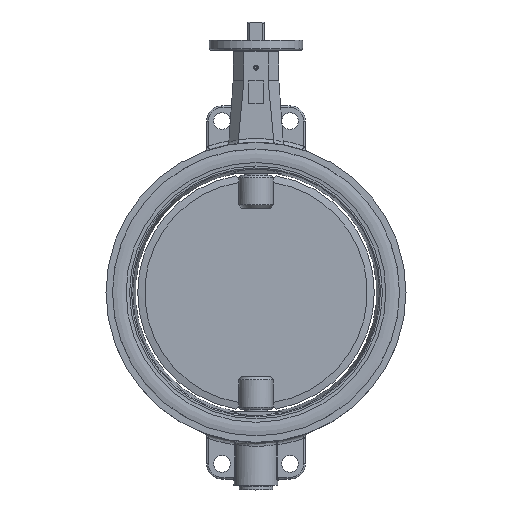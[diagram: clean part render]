
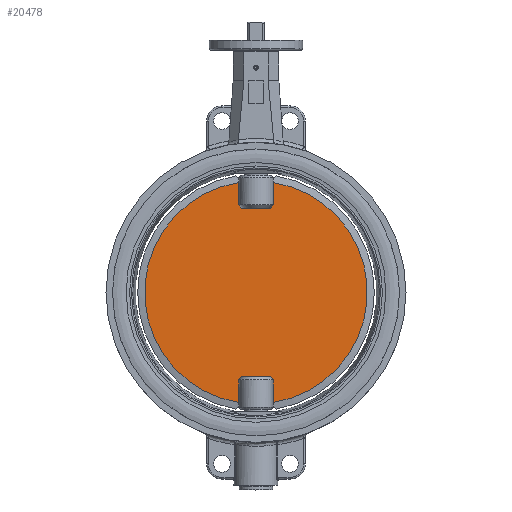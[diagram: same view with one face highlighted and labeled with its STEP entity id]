
A CAD part, top view. The second image highlights one B-rep face of the part: STEP entity #20478.
In plain terms, the highlighted face is planar.
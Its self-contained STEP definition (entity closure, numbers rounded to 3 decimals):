
#18968=CARTESIAN_POINT('',(22.75,-144.723,-5.));
#18969=VERTEX_POINT('',#18968);
#18983=CARTESIAN_POINT('',(22.75,144.723,-5.));
#18984=VERTEX_POINT('',#18983);
#18985=CARTESIAN_POINT('',(0.0,0.0,-5.0));
#18986=DIRECTION('',(0.0,0.0,-1.0));
#18987=DIRECTION('',(-1.0,0.0,0.0));
#18988=AXIS2_PLACEMENT_3D('',#18985,#18986,#18987);
#18989=CIRCLE('',#18988,146.5);
#18990=EDGE_CURVE('',#18984,#18969,#18989,.T.);
#19075=CARTESIAN_POINT('',(-22.75,144.723,-5.));
#19076=VERTEX_POINT('',#19075);
#19090=CARTESIAN_POINT('',(-22.75,-144.723,-5.));
#19091=VERTEX_POINT('',#19090);
#19092=CARTESIAN_POINT('',(0.0,0.0,-5.0));
#19093=DIRECTION('',(0.0,0.0,-1.0));
#19094=DIRECTION('',(-1.0,0.0,0.0));
#19095=AXIS2_PLACEMENT_3D('',#19092,#19093,#19094);
#19096=CIRCLE('',#19095,146.5);
#19097=EDGE_CURVE('',#19091,#19076,#19096,.T.);
#19186=CARTESIAN_POINT('',(17.812,111.15,-5.0));
#19187=VERTEX_POINT('',#19186);
#19188=CARTESIAN_POINT('',(-17.812,111.15,-5.0));
#19189=VERTEX_POINT('',#19188);
#19190=CARTESIAN_POINT('',(17.812,111.15,-5.0));
#19191=DIRECTION('',(-1.0,0.0,0.0));
#19192=VECTOR('',#19191,35.623);
#19193=LINE('',#19190,#19192);
#19194=EDGE_CURVE('',#19187,#19189,#19193,.T.);
#19341=CARTESIAN_POINT('',(18.75,111.15,-5.0));
#19342=VERTEX_POINT('',#19341);
#19349=CARTESIAN_POINT('',(18.75,111.15,-5.0));
#19350=DIRECTION('',(-1.0,0.0,0.0));
#19351=VECTOR('',#19350,0.938);
#19352=LINE('',#19349,#19351);
#19353=EDGE_CURVE('',#19342,#19187,#19352,.T.);
#19364=CARTESIAN_POINT('',(-18.75,111.15,-5.0));
#19365=VERTEX_POINT('',#19364);
#19366=CARTESIAN_POINT('',(-17.812,111.15,-5.0));
#19367=DIRECTION('',(-1.0,0.0,0.0));
#19368=VECTOR('',#19367,0.938);
#19369=LINE('',#19366,#19368);
#19370=EDGE_CURVE('',#19189,#19365,#19369,.T.);
#19419=CARTESIAN_POINT('',(-17.812,-111.15,-5.0));
#19420=VERTEX_POINT('',#19419);
#19421=CARTESIAN_POINT('',(17.812,-111.15,-5.0));
#19422=VERTEX_POINT('',#19421);
#19423=CARTESIAN_POINT('',(-17.812,-111.15,-5.0));
#19424=DIRECTION('',(1.0,0.0,0.0));
#19425=VECTOR('',#19424,35.623);
#19426=LINE('',#19423,#19425);
#19427=EDGE_CURVE('',#19420,#19422,#19426,.T.);
#20095=CARTESIAN_POINT('',(18.75,-111.15,-5.0));
#20096=VERTEX_POINT('',#20095);
#20097=CARTESIAN_POINT('',(17.812,-111.15,-5.0));
#20098=DIRECTION('',(1.0,0.0,0.0));
#20099=VECTOR('',#20098,0.938);
#20100=LINE('',#20097,#20099);
#20101=EDGE_CURVE('',#19422,#20096,#20100,.T.);
#20134=CARTESIAN_POINT('',(-18.75,-111.15,-5.0));
#20135=VERTEX_POINT('',#20134);
#20142=CARTESIAN_POINT('',(-18.75,-111.15,-5.0));
#20143=DIRECTION('',(1.0,0.0,0.0));
#20144=VECTOR('',#20143,0.938);
#20145=LINE('',#20142,#20144);
#20146=EDGE_CURVE('',#20135,#19420,#20145,.T.);
#20281=CARTESIAN_POINT('',(-22.75,-115.15,-5.0));
#20282=VERTEX_POINT('',#20281);
#20283=CARTESIAN_POINT('',(-22.75,-144.723,-5.0));
#20284=DIRECTION('',(0.0,1.0,0.0));
#20285=VECTOR('',#20284,29.573);
#20286=LINE('',#20283,#20285);
#20287=EDGE_CURVE('',#19091,#20282,#20286,.T.);
#20384=CARTESIAN_POINT('',(22.75,115.15,-5.0));
#20385=VERTEX_POINT('',#20384);
#20386=CARTESIAN_POINT('',(22.75,144.723,-5.0));
#20387=DIRECTION('',(0.0,-1.0,0.0));
#20388=VECTOR('',#20387,29.573);
#20389=LINE('',#20386,#20388);
#20390=EDGE_CURVE('',#18984,#20385,#20389,.T.);
#20421=CARTESIAN_POINT('',(0.,0.,-5.0));
#20422=DIRECTION('',(0.0,0.0,1.0));
#20423=DIRECTION('',(1.0,0.0,0.0));
#20424=AXIS2_PLACEMENT_3D('',#20421,#20422,#20423);
#20425=PLANE('',#20424);
#20426=ORIENTED_EDGE('',*,*,#19097,.T.);
#20427=CARTESIAN_POINT('',(-22.75,115.15,-5.0));
#20428=VERTEX_POINT('',#20427);
#20429=CARTESIAN_POINT('',(-22.75,115.15,-5.0));
#20430=DIRECTION('',(0.0,1.0,0.0));
#20431=VECTOR('',#20430,29.573);
#20432=LINE('',#20429,#20431);
#20433=EDGE_CURVE('',#20428,#19076,#20432,.T.);
#20434=ORIENTED_EDGE('',*,*,#20433,.F.);
#20435=CARTESIAN_POINT('',(-18.75,111.15,-5.0));
#20436=DIRECTION('',(-0.707,0.707,0.0));
#20437=VECTOR('',#20436,5.657);
#20438=LINE('',#20435,#20437);
#20439=EDGE_CURVE('',#19365,#20428,#20438,.T.);
#20440=ORIENTED_EDGE('',*,*,#20439,.F.);
#20441=ORIENTED_EDGE('',*,*,#19370,.F.);
#20442=ORIENTED_EDGE('',*,*,#19194,.F.);
#20443=ORIENTED_EDGE('',*,*,#19353,.F.);
#20444=CARTESIAN_POINT('',(22.75,115.15,-5.0));
#20445=DIRECTION('',(-0.707,-0.707,0.0));
#20446=VECTOR('',#20445,5.657);
#20447=LINE('',#20444,#20446);
#20448=EDGE_CURVE('',#20385,#19342,#20447,.T.);
#20449=ORIENTED_EDGE('',*,*,#20448,.F.);
#20450=ORIENTED_EDGE('',*,*,#20390,.F.);
#20451=ORIENTED_EDGE('',*,*,#18990,.T.);
#20452=CARTESIAN_POINT('',(22.75,-115.15,-5.0));
#20453=VERTEX_POINT('',#20452);
#20454=CARTESIAN_POINT('',(22.75,-115.15,-5.0));
#20455=DIRECTION('',(0.0,-1.0,0.0));
#20456=VECTOR('',#20455,29.573);
#20457=LINE('',#20454,#20456);
#20458=EDGE_CURVE('',#20453,#18969,#20457,.T.);
#20459=ORIENTED_EDGE('',*,*,#20458,.F.);
#20460=CARTESIAN_POINT('',(18.75,-111.15,-5.0));
#20461=DIRECTION('',(0.707,-0.707,0.0));
#20462=VECTOR('',#20461,5.657);
#20463=LINE('',#20460,#20462);
#20464=EDGE_CURVE('',#20096,#20453,#20463,.T.);
#20465=ORIENTED_EDGE('',*,*,#20464,.F.);
#20466=ORIENTED_EDGE('',*,*,#20101,.F.);
#20467=ORIENTED_EDGE('',*,*,#19427,.F.);
#20468=ORIENTED_EDGE('',*,*,#20146,.F.);
#20469=CARTESIAN_POINT('',(-22.75,-115.15,-5.0));
#20470=DIRECTION('',(0.707,0.707,0.0));
#20471=VECTOR('',#20470,5.657);
#20472=LINE('',#20469,#20471);
#20473=EDGE_CURVE('',#20282,#20135,#20472,.T.);
#20474=ORIENTED_EDGE('',*,*,#20473,.F.);
#20475=ORIENTED_EDGE('',*,*,#20287,.F.);
#20476=EDGE_LOOP('',(#20426,#20434,#20440,#20441,#20442,#20443,#20449,#20450,#20451,#20459,#20465,#20466,#20467,#20468,#20474,#20475));
#20477=FACE_OUTER_BOUND('',#20476,.T.);
#20478=ADVANCED_FACE('',(#20477),#20425,.F.);
